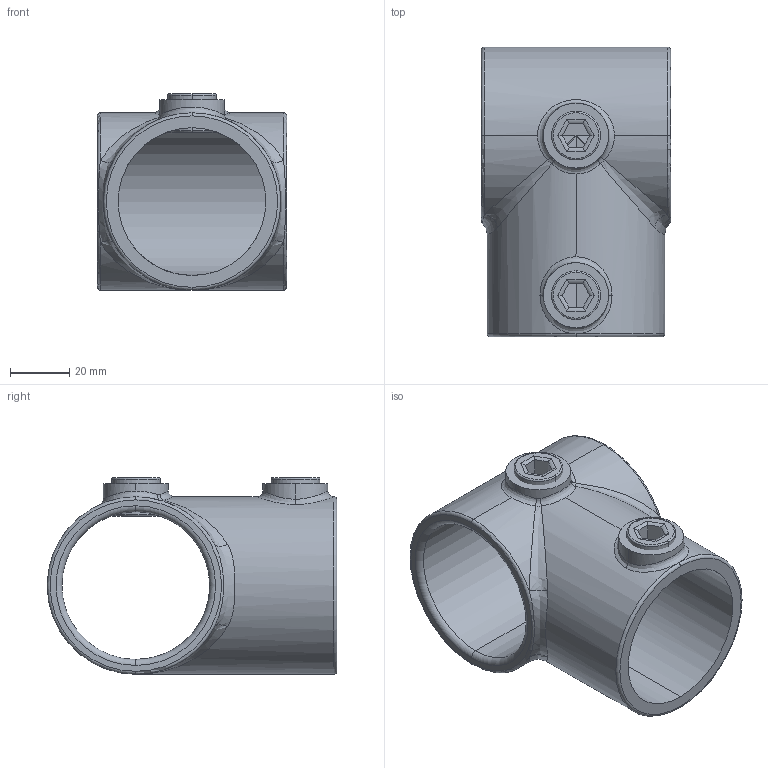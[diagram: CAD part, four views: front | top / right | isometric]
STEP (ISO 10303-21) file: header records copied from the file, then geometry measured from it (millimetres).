
FILE_DESCRIPTION (( 'STEP AP203' ), '1' );
FILE_NAME ('0521520000.STEP', '2024-07-01T11:28:45', ( '' ), ( '' ), 'SwSTEP 2.0', 'SolidWorks 2022', '' );
FILE_SCHEMA (( 'CONFIG_CONTROL_DESIGN' ));
Length unit declared in the file: metre
Products named in the file (1): 0521520000
Bounding box: 64 x 98 x 66.5 mm (x, y, z)
Volume: 87653.2 mm3; surface area: 38817.7 mm2
Topology: 3 solids, 3 shells, 105 faces, 247 edges, 139 vertices
Faces by surface type: cylinder 48, plane 21, torus 18, bspline 16, sphere 2
Entity records: 7489 total; most frequent: CARTESIAN_POINT 5219, ORIENTED_EDGE 482, DIRECTION 429, EDGE_CURVE 241, AXIS2_PLACEMENT_3D 172, VERTEX_POINT 139, EDGE_LOOP 114, FACE_OUTER_BOUND 105
